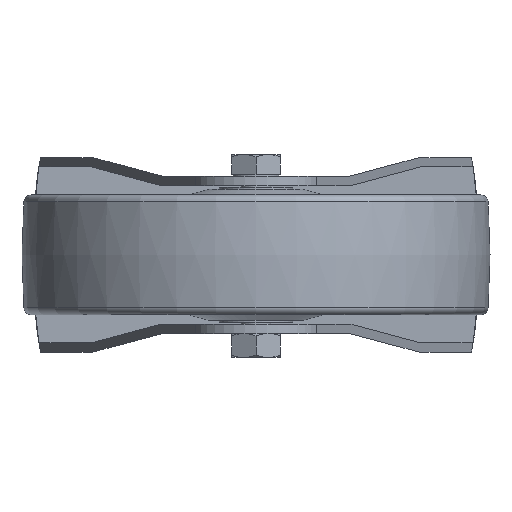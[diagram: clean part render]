
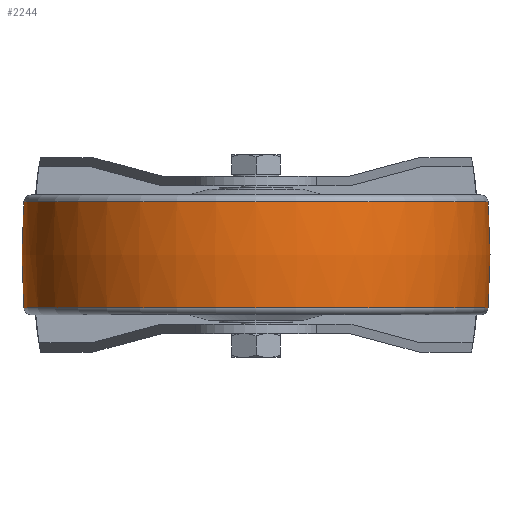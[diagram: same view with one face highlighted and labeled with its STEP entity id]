
A CAD part, front view. The second image highlights one B-rep face of the part: STEP entity #2244.
In plain terms, the highlighted toroidal (fillet/blend) face has major radius 137.5 mm and minor radius 200 mm.
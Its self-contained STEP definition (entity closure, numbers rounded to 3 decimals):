
#38=DEGENERATE_TOROIDAL_SURFACE('',#2522,137.5,200.,
 .F.);
#494=CIRCLE('',#2520,61.999);
#496=CIRCLE('',#2523,61.999);
#776=ORIENTED_EDGE('',*,*,#1255,.T.);
#777=ORIENTED_EDGE('',*,*,#1253,.F.);
#1253=EDGE_CURVE('',#1518,#1518,#494,.T.);
#1255=EDGE_CURVE('',#1520,#1520,#496,.T.);
#1518=VERTEX_POINT('',#3767);
#1520=VERTEX_POINT('',#3772);
#1798=EDGE_LOOP('',(#776));
#1799=EDGE_LOOP('',(#777));
#2026=FACE_BOUND('',#1798,.T.);
#2027=FACE_BOUND('',#1799,.T.);
#2244=ADVANCED_FACE('',(#2026,#2027),#38,.F.);
#2520=AXIS2_PLACEMENT_3D('',#3766,#2965,#2966);
#2522=AXIS2_PLACEMENT_3D('',#3770,#2969,#2970);
#2523=AXIS2_PLACEMENT_3D('',#3771,#2971,#2972);
#2965=DIRECTION('',(0.,1.,0.));
#2966=DIRECTION('',(0.,0.,1.));
#2969=DIRECTION('',(0.,1.,0.));
#2970=DIRECTION('',(0.,0.,1.));
#2971=DIRECTION('',(0.,1.,0.));
#2972=DIRECTION('',(0.,0.,1.));
#3766=CARTESIAN_POINT('',(0.,14.141,0.));
#3767=CARTESIAN_POINT('',(0.,14.141,61.999));
#3770=CARTESIAN_POINT('',(0.,0.,0.));
#3771=CARTESIAN_POINT('',(0.,-14.141,0.));
#3772=CARTESIAN_POINT('',(0.,-14.141,61.999));
